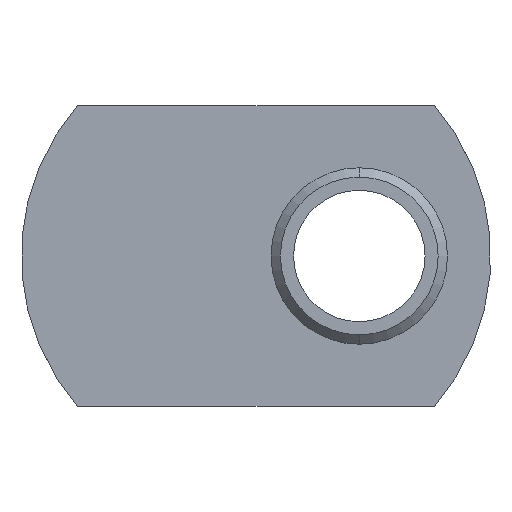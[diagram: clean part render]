
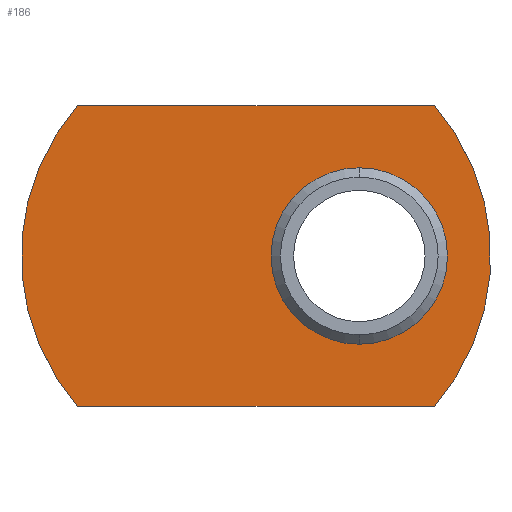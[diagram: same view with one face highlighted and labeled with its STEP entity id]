
A CAD part, front view. The second image highlights one B-rep face of the part: STEP entity #186.
In plain terms, the highlighted planar face has unit normal (0, -1, 0).
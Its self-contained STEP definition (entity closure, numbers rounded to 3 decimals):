
#21 = PLANE ( 'NONE',  #404 ) ;
#23 = CARTESIAN_POINT ( 'NONE',  ( 9.5, 0., 8. ) ) ;
#32 = ORIENTED_EDGE ( 'NONE', *, *, #221, .F. ) ;
#35 = CARTESIAN_POINT ( 'NONE',  ( -9.5, 0., 8. ) ) ;
#37 = AXIS2_PLACEMENT_3D ( 'NONE', #116, #74, #491 ) ;
#49 = CARTESIAN_POINT ( 'NONE',  ( -9.5, 0., -8. ) ) ;
#59 = CIRCLE ( 'NONE', #223, 12.167 ) ;
#60 = LINE ( 'NONE', #142, #275 ) ;
#74 = DIRECTION ( 'NONE',  ( 0., -1., 0. ) ) ;
#75 = ORIENTED_EDGE ( 'NONE', *, *, #490, .F. ) ;
#76 = EDGE_CURVE ( 'NONE', #376, #130, #60, .T. ) ;
#80 = CARTESIAN_POINT ( 'NONE',  ( 9.5, 0., -8. ) ) ;
#116 = CARTESIAN_POINT ( 'NONE',  ( 5.5, 0., 0. ) ) ;
#121 = FACE_OUTER_BOUND ( 'NONE', #590, .T. ) ;
#130 = VERTEX_POINT ( 'NONE', #23 ) ;
#141 = DIRECTION ( 'NONE',  ( 0., 0., -1. ) ) ;
#142 = CARTESIAN_POINT ( 'NONE',  ( -9.5, 0., 8. ) ) ;
#145 = VECTOR ( 'NONE', #475, 1000. ) ;
#146 = CARTESIAN_POINT ( 'NONE',  ( 5.5, 0., 4.7 ) ) ;
#155 = CIRCLE ( 'NONE', #474, 4.7 ) ;
#179 = EDGE_CURVE ( 'NONE', #130, #224, #533, .T. ) ;
#185 = ORIENTED_EDGE ( 'NONE', *, *, #179, .F. ) ;
#186 = ADVANCED_FACE ( 'NONE', ( #256, #121 ), #21, .T. ) ;
#193 = EDGE_LOOP ( 'NONE', ( #32, #75 ) ) ;
#195 = CARTESIAN_POINT ( 'NONE',  ( 5.5, 0., 0. ) ) ;
#216 = DIRECTION ( 'NONE',  ( 0., -1., 0. ) ) ;
#221 = EDGE_CURVE ( 'NONE', #516, #313, #230, .T. ) ;
#222 = CARTESIAN_POINT ( 'NONE',  ( 0.333, 0., 0. ) ) ;
#223 = AXIS2_PLACEMENT_3D ( 'NONE', #410, #422, #250 ) ;
#224 = VERTEX_POINT ( 'NONE', #80 ) ;
#230 = CIRCLE ( 'NONE', #37, 4.7 ) ;
#250 = DIRECTION ( 'NONE',  ( 0., 0., 1. ) ) ;
#256 = FACE_BOUND ( 'NONE', #193, .T. ) ;
#259 = AXIS2_PLACEMENT_3D ( 'NONE', #391, #395, #526 ) ;
#269 = ORIENTED_EDGE ( 'NONE', *, *, #591, .F. ) ;
#275 = VECTOR ( 'NONE', #331, 1000. ) ;
#313 = VERTEX_POINT ( 'NONE', #408 ) ;
#331 = DIRECTION ( 'NONE',  ( 1., 0., 0. ) ) ;
#370 = DIRECTION ( 'NONE',  ( 0., -1., 0. ) ) ;
#376 = VERTEX_POINT ( 'NONE', #35 ) ;
#391 = CARTESIAN_POINT ( 'NONE',  ( 0.333, 0., 0. ) ) ;
#395 = DIRECTION ( 'NONE',  ( 0., 1., 0. ) ) ;
#404 = AXIS2_PLACEMENT_3D ( 'NONE', #222, #216, #432 ) ;
#408 = CARTESIAN_POINT ( 'NONE',  ( 5.5, 0., -4.7 ) ) ;
#410 = CARTESIAN_POINT ( 'NONE',  ( -0.333, 0., 0. ) ) ;
#422 = DIRECTION ( 'NONE',  ( 0., 1., 0. ) ) ;
#427 = ORIENTED_EDGE ( 'NONE', *, *, #506, .F. ) ;
#432 = DIRECTION ( 'NONE',  ( 0., 0., -1. ) ) ;
#458 = ORIENTED_EDGE ( 'NONE', *, *, #76, .F. ) ;
#474 = AXIS2_PLACEMENT_3D ( 'NONE', #195, #370, #141 ) ;
#475 = DIRECTION ( 'NONE',  ( -1., 0., 0. ) ) ;
#484 = CARTESIAN_POINT ( 'NONE',  ( -9.5, 0., -8. ) ) ;
#490 = EDGE_CURVE ( 'NONE', #313, #516, #155, .T. ) ;
#491 = DIRECTION ( 'NONE',  ( 0., 0., -1. ) ) ;
#506 = EDGE_CURVE ( 'NONE', #547, #376, #59, .T. ) ;
#516 = VERTEX_POINT ( 'NONE', #146 ) ;
#526 = DIRECTION ( 'NONE',  ( 0., 0., -1. ) ) ;
#530 = LINE ( 'NONE', #484, #145 ) ;
#533 = CIRCLE ( 'NONE', #259, 12.167 ) ;
#547 = VERTEX_POINT ( 'NONE', #49 ) ;
#590 = EDGE_LOOP ( 'NONE', ( #185, #458, #427, #269 ) ) ;
#591 = EDGE_CURVE ( 'NONE', #224, #547, #530, .T. ) ;
